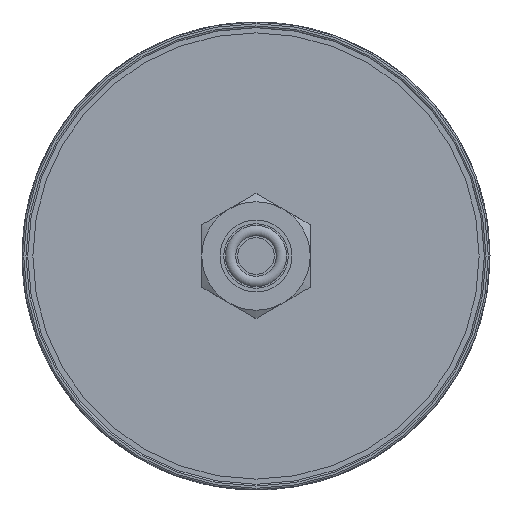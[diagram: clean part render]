
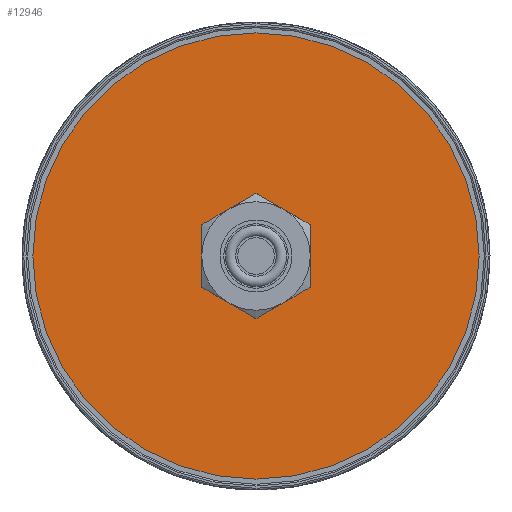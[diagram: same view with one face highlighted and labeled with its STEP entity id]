
A CAD part, front view. The second image highlights one B-rep face of the part: STEP entity #12946.
In plain terms, the highlighted planar face has unit normal (0, -1, 0).
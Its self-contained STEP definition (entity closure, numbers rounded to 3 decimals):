
#191=FACE_BOUND('',#2088,.T.);
#750=PLANE('',#14074);
#1320=FACE_OUTER_BOUND('',#2087,.T.);
#2087=EDGE_LOOP('',(#10682));
#2088=EDGE_LOOP('',(#10683));
#4770=CIRCLE('',#14075,39.1);
#4771=CIRCLE('',#14076,6.35);
#5849=VERTEX_POINT('',#22400);
#5850=VERTEX_POINT('',#22402);
#7513=EDGE_CURVE('',#5849,#5849,#4770,.T.);
#7514=EDGE_CURVE('',#5850,#5850,#4771,.T.);
#10682=ORIENTED_EDGE('',*,*,#7513,.T.);
#10683=ORIENTED_EDGE('',*,*,#7514,.F.);
#12946=ADVANCED_FACE('',(#1320,#191),#750,.F.);
#14074=AXIS2_PLACEMENT_3D('',#22399,#17182,#17183);
#14075=AXIS2_PLACEMENT_3D('',#22401,#17184,#17185);
#14076=AXIS2_PLACEMENT_3D('',#22403,#17186,#17187);
#17182=DIRECTION('center_axis',(0.,1.,0.));
#17183=DIRECTION('ref_axis',(1.,0.,0.));
#17184=DIRECTION('center_axis',(0.,-1.,0.));
#17185=DIRECTION('ref_axis',(1.,0.,0.));
#17186=DIRECTION('center_axis',(0.,-1.,0.));
#17187=DIRECTION('ref_axis',(-1.,0.,0.));
#22399=CARTESIAN_POINT('Origin',(0.,-68.9,
-17.568));
#22400=CARTESIAN_POINT('',(-39.1,-68.9,0.));
#22401=CARTESIAN_POINT('Origin',(0.,-68.9,
0.));
#22402=CARTESIAN_POINT('',(6.35,-68.9,0.));
#22403=CARTESIAN_POINT('Origin',(0.,-68.9,
0.));
